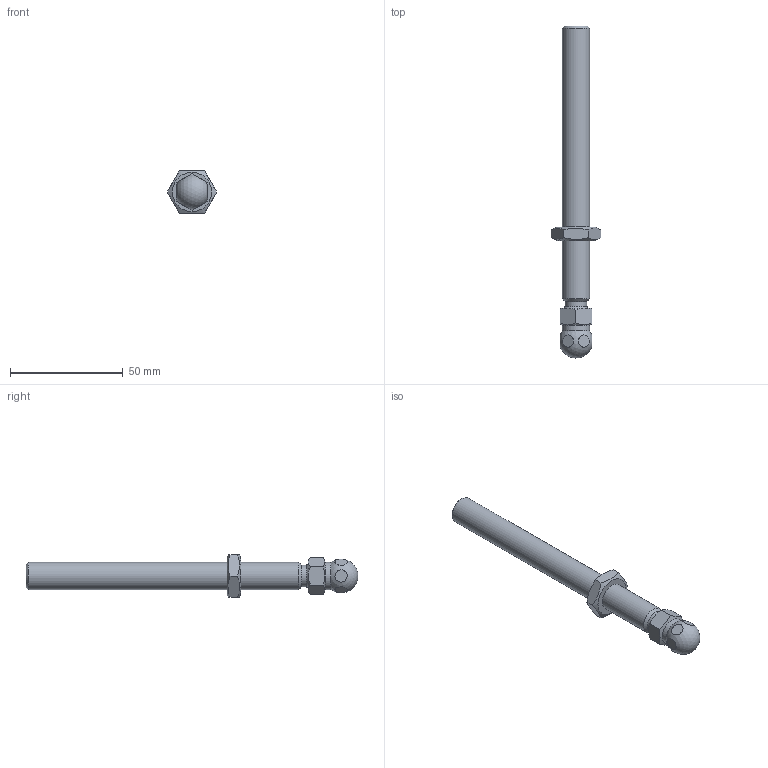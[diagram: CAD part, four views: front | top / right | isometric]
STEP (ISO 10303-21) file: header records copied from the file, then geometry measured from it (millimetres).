
FILE_DESCRIPTION(/* description */ ('Gewindestange M12x125 Edelstahl'),/* implementation_level */ '2;1');
FILE_NAME(/* name */ 'Syskomp 403537223 Gewindestange M12x125 Edelstahl.stp',/* time_stamp */ '2018-11-13T11:57:47+01:00',/* author */ ('wheldmann'),/* organization */ (''),/* preprocessor_version */ 'ST-DEVELOPER v16.1',/* originating_system */ 'Autodesk Inventor 2016',/* authorisation */ '');
FILE_SCHEMA (('AUTOMOTIVE_DESIGN { 1 0 10303 214 3 1 1 }'));
Length unit declared in the file: millimetre
Products named in the file (3): Gewindestange M12x125 Edelstahl; DIN 439 - M12 x 1,75; 403537223 Gewindestange M12x125 Edelstahl
Assembly tree (2 placements, depth 2):
  403537223 Gewindestange M12x125 Edelstahl
    Gewindestange M12x125 Edelstahl
    DIN 439 - M12 x 1,75
Bounding box: 21.94 x 146.99 x 19 mm (x, y, z)
Volume: 18384.8 mm3; surface area: 6871.2 mm2
Topology: 2 solids, 2 shells, 41 faces, 99 edges, 66 vertices
Faces by surface type: plane 22, cone 13, cylinder 4, torus 1, sphere 1
Full cylindrical faces by diameter (mm): 9.7 x1, 10.106 x1, 12 x2
Entity records: 1268 total; most frequent: CARTESIAN_POINT 414, DIRECTION 160, ORIENTED_EDGE 154, EDGE_CURVE 77, AXIS2_PLACEMENT_3D 71, EDGE_LOOP 62, VERTEX_POINT 59, FACE_OUTER_BOUND 41
